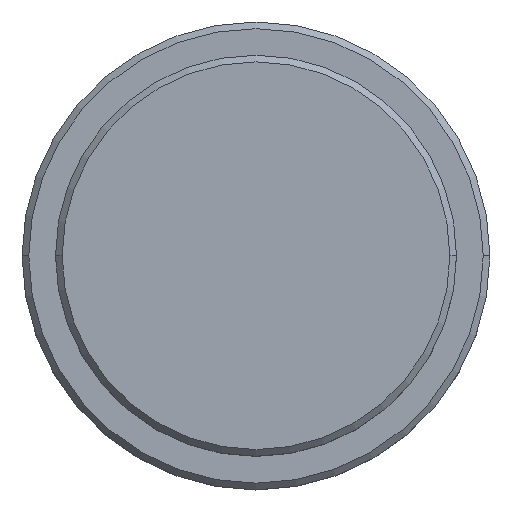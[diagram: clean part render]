
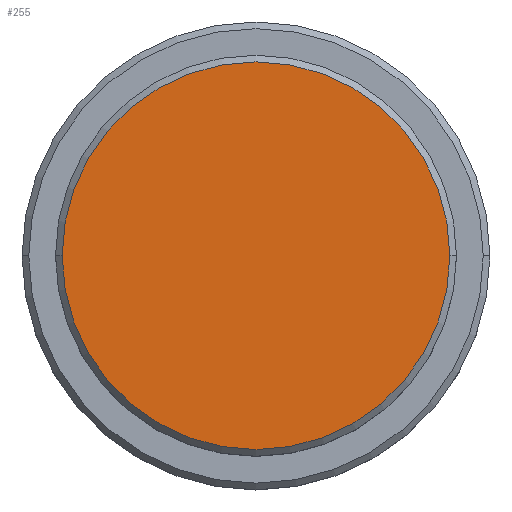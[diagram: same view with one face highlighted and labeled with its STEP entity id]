
A CAD part, top view. The second image highlights one B-rep face of the part: STEP entity #255.
In plain terms, the highlighted planar face has unit normal (0, 0, 1).
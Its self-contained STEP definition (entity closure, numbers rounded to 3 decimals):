
#143 = DIRECTION ( 'NONE',  ( 0., 0., 1. ) ) ;
#163 = DIRECTION ( 'NONE',  ( 0., 0., 1. ) ) ;
#233 = DIRECTION ( 'NONE',  ( 0., 0., 1. ) ) ;
#255 = ADVANCED_FACE ( 'NONE', ( #1196 ), #1414, .T. ) ;
#275 = ORIENTED_EDGE ( 'NONE', *, *, #291, .T. ) ;
#278 = CARTESIAN_POINT ( 'NONE',  ( 0., 0., 0. ) ) ;
#291 = EDGE_CURVE ( 'NONE', #1294, #710, #947, .T. ) ;
#313 = ORIENTED_EDGE ( 'NONE', *, *, #449, .T. ) ;
#314 = AXIS2_PLACEMENT_3D ( 'NONE', #278, #163, #1245 ) ;
#367 = DIRECTION ( 'NONE',  ( 1., 0., 0. ) ) ;
#449 = EDGE_CURVE ( 'NONE', #710, #1294, #950, .T. ) ;
#654 = CARTESIAN_POINT ( 'NONE',  ( 0., 0., 0. ) ) ;
#710 = VERTEX_POINT ( 'NONE', #1032 ) ;
#825 = AXIS2_PLACEMENT_3D ( 'NONE', #654, #143, #994 ) ;
#867 = CARTESIAN_POINT ( 'NONE',  ( 0., 0., 0. ) ) ;
#947 = CIRCLE ( 'NONE', #1322, 14.5 ) ;
#950 = CIRCLE ( 'NONE', #314, 14.5 ) ;
#974 = CARTESIAN_POINT ( 'NONE',  ( 14.5, 0., 0. ) ) ;
#994 = DIRECTION ( 'NONE',  ( 1., 0., 0. ) ) ;
#1024 = EDGE_LOOP ( 'NONE', ( #313, #275 ) ) ;
#1032 = CARTESIAN_POINT ( 'NONE',  ( -14.5, 0., 0. ) ) ;
#1196 = FACE_OUTER_BOUND ( 'NONE', #1024, .T. ) ;
#1245 = DIRECTION ( 'NONE',  ( 1., 0., 0. ) ) ;
#1294 = VERTEX_POINT ( 'NONE', #974 ) ;
#1322 = AXIS2_PLACEMENT_3D ( 'NONE', #867, #233, #367 ) ;
#1414 = PLANE ( 'NONE',  #825 ) ;
